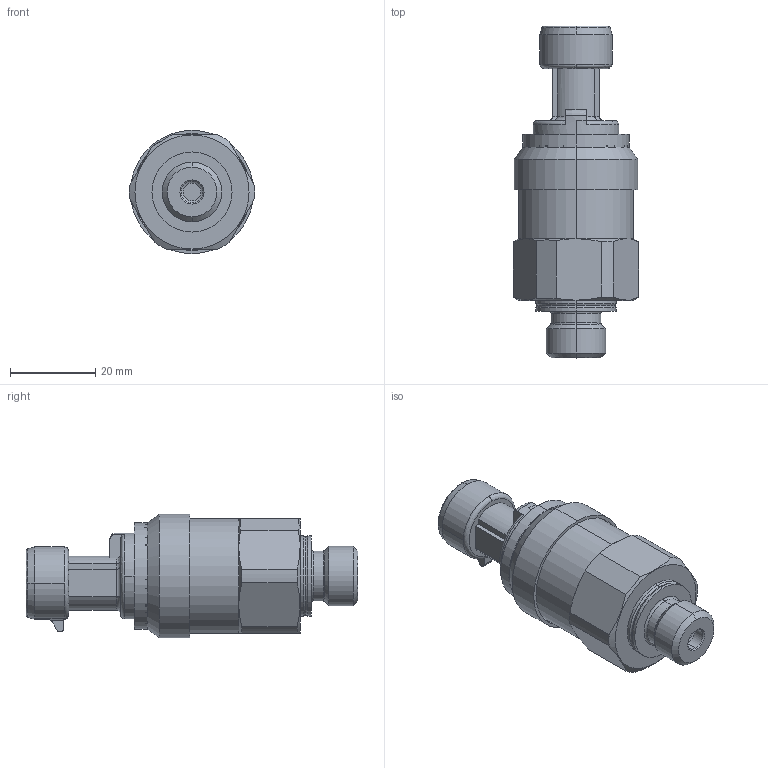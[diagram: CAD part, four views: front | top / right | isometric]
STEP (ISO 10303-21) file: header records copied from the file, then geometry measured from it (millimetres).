
FILE_DESCRIPTION (( 'STEP AP214' ), '1' );
FILE_NAME ('828X.XX.XX.31.51.STEP', '2017-07-03T13:50:52', ( 'upgadmin' ), ( 'Hewlett-Packard Company' ), 'SwSTEP 2.0', 'SolidWorks 2016', '' );
FILE_SCHEMA (( 'AUTOMOTIVE_DESIGN' ));
Length unit declared in the file: millimetre
Products named in the file (7): Bördelmutter; 31_C29372; Packard; Bördelmutter_C24031; 828X.XX.XX.31.51
Assembly tree (3 placements, depth 2):
  Bördelmutter
  828X.XX.XX.31.51
    31_C29372
    Packard
    Bördelmutter_C24031
  31_C29372
  Packard
Bounding box: 29.48 x 77.98 x 29 mm (x, y, z)
Volume: 27936 mm3; surface area: 11494.9 mm2
Topology: 6 solids, 6 shells, 302 faces, 725 edges, 452 vertices
Faces by surface type: plane 129, cylinder 82, cone 42, bspline 31, torus 18
Entity records: 10360 total; most frequent: CARTESIAN_POINT 3292, ORIENTED_EDGE 1450, DIRECTION 1367, EDGE_CURVE 725, AXIS2_PLACEMENT_3D 500, VERTEX_POINT 452, LINE 367, VECTOR 367
